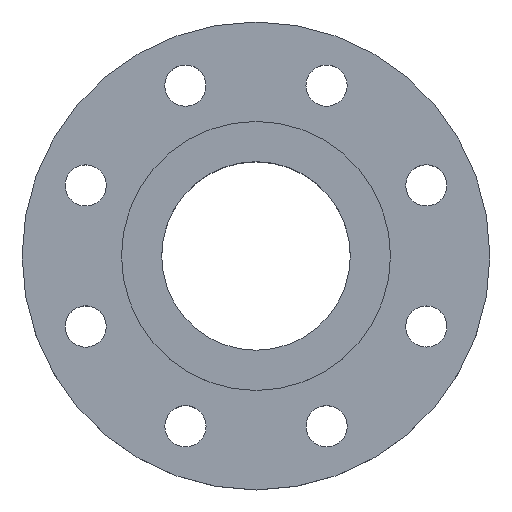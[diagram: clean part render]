
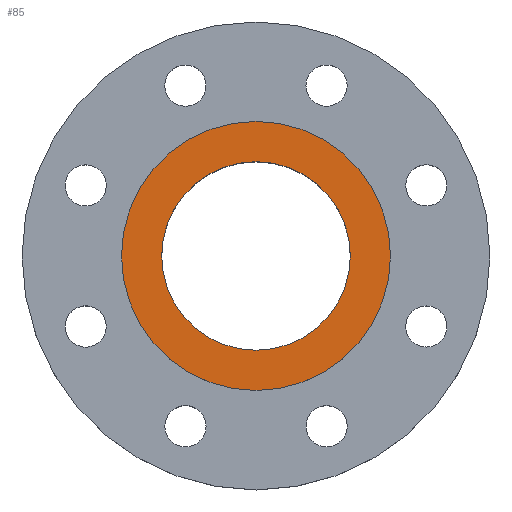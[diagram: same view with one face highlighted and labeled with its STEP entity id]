
A CAD part, top view. The second image highlights one B-rep face of the part: STEP entity #85.
In plain terms, the highlighted planar face has unit normal (0, 0, 1).
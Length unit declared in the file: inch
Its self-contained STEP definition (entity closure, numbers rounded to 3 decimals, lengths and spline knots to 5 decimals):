
#4 = ORIENTED_EDGE ( 'NONE', *, *, #284, .T. ) ;
#8 = CARTESIAN_POINT ( 'NONE',  ( 2.875, 0., 0.0625 ) ) ;
#37 = ORIENTED_EDGE ( 'NONE', *, *, #924, .T. ) ;
#42 = DIRECTION ( 'NONE',  ( 0., 0., 1. ) ) ;
#52 = DIRECTION ( 'NONE',  ( 1., 0., 0. ) ) ;
#73 = CIRCLE ( 'NONE', #846, 2.015 ) ;
#74 = CARTESIAN_POINT ( 'NONE',  ( 0., 0., 0.0625 ) ) ;
#85 = ADVANCED_FACE ( 'NONE', ( #1015, #239 ), #847, .T. ) ;
#102 = VERTEX_POINT ( 'NONE', #609 ) ;
#114 = AXIS2_PLACEMENT_3D ( 'NONE', #682, #245, #820 ) ;
#148 = EDGE_LOOP ( 'NONE', ( #856, #920 ) ) ;
#182 = DIRECTION ( 'NONE',  ( 0., 0., 1. ) ) ;
#204 = CARTESIAN_POINT ( 'NONE',  ( 0., 0., 0.0625 ) ) ;
#212 = EDGE_CURVE ( 'NONE', #599, #102, #73, .T. ) ;
#239 = FACE_OUTER_BOUND ( 'NONE', #909, .T. ) ;
#245 = DIRECTION ( 'NONE',  ( 0., 0., 1. ) ) ;
#284 = EDGE_CURVE ( 'NONE', #921, #500, #901, .T. ) ;
#286 = AXIS2_PLACEMENT_3D ( 'NONE', #204, #42, #52 ) ;
#341 = CARTESIAN_POINT ( 'NONE',  ( -2.875, 0., 0.0625 ) ) ;
#354 = CIRCLE ( 'NONE', #114, 2.875 ) ;
#414 = DIRECTION ( 'NONE',  ( 0., 0., 1. ) ) ;
#471 = DIRECTION ( 'NONE',  ( 0., 0., 1. ) ) ;
#500 = VERTEX_POINT ( 'NONE', #341 ) ;
#504 = DIRECTION ( 'NONE',  ( 1., 0., 0. ) ) ;
#526 = DIRECTION ( 'NONE',  ( 1., 0., 0. ) ) ;
#534 = EDGE_CURVE ( 'NONE', #102, #599, #668, .T. ) ;
#599 = VERTEX_POINT ( 'NONE', #795 ) ;
#609 = CARTESIAN_POINT ( 'NONE',  ( -2.015, 0., 0.0625 ) ) ;
#611 = CARTESIAN_POINT ( 'NONE',  ( 0., 0., 0.0625 ) ) ;
#635 = AXIS2_PLACEMENT_3D ( 'NONE', #74, #414, #504 ) ;
#657 = DIRECTION ( 'NONE',  ( 1., 0., 0. ) ) ;
#668 = CIRCLE ( 'NONE', #871, 2.015 ) ;
#682 = CARTESIAN_POINT ( 'NONE',  ( 0., 0., 0.0625 ) ) ;
#740 = CARTESIAN_POINT ( 'NONE',  ( 0., 0., 0.0625 ) ) ;
#795 = CARTESIAN_POINT ( 'NONE',  ( 2.015, 0., 0.0625 ) ) ;
#820 = DIRECTION ( 'NONE',  ( 1., 0., 0. ) ) ;
#846 = AXIS2_PLACEMENT_3D ( 'NONE', #740, #471, #657 ) ;
#847 = PLANE ( 'NONE',  #635 ) ;
#856 = ORIENTED_EDGE ( 'NONE', *, *, #534, .F. ) ;
#871 = AXIS2_PLACEMENT_3D ( 'NONE', #611, #182, #526 ) ;
#901 = CIRCLE ( 'NONE', #286, 2.875 ) ;
#909 = EDGE_LOOP ( 'NONE', ( #37, #4 ) ) ;
#920 = ORIENTED_EDGE ( 'NONE', *, *, #212, .F. ) ;
#921 = VERTEX_POINT ( 'NONE', #8 ) ;
#924 = EDGE_CURVE ( 'NONE', #500, #921, #354, .T. ) ;
#1015 = FACE_BOUND ( 'NONE', #148, .T. ) ;
